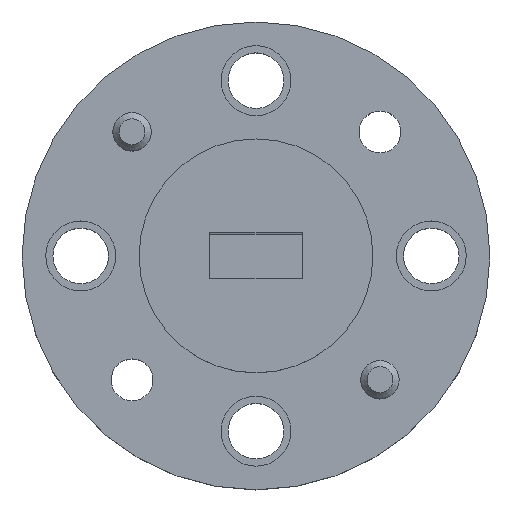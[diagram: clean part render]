
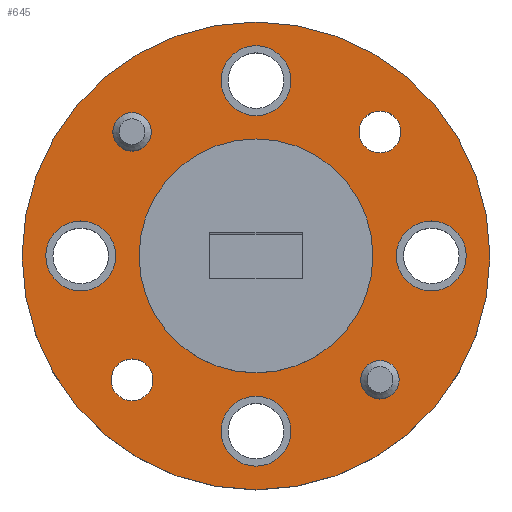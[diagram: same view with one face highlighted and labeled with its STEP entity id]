
A CAD part, top view. The second image highlights one B-rep face of the part: STEP entity #645.
In plain terms, the highlighted planar face has unit normal (0, 0, 1).
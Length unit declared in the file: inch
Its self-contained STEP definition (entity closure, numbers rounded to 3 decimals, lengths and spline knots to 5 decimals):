
#5 = AXIS2_PLACEMENT_3D ( 'NONE', #62, #664, #1246 ) ;
#7 = DIRECTION ( 'NONE',  ( 0., 0., 1. ) ) ;
#15 = EDGE_CURVE ( 'NONE', #376, #376, #172, .T. ) ;
#62 = CARTESIAN_POINT ( 'NONE',  ( 0.1987, -0.1987, 0. ) ) ;
#76 = ORIENTED_EDGE ( 'NONE', *, *, #1109, .F. ) ;
#94 = EDGE_LOOP ( 'NONE', ( #308 ) ) ;
#122 = AXIS2_PLACEMENT_3D ( 'NONE', #1264, #1168, #181 ) ;
#137 = DIRECTION ( 'NONE',  ( 1., 0., 0. ) ) ;
#145 = DIRECTION ( 'NONE',  ( 0., 0., 1. ) ) ;
#149 = CARTESIAN_POINT ( 'NONE',  ( -0.281, 0., 0. ) ) ;
#156 = EDGE_LOOP ( 'NONE', ( #76 ) ) ;
#158 = FACE_OUTER_BOUND ( 'NONE', #656, .T. ) ;
#172 = CIRCLE ( 'NONE', #1081, 0.056 ) ;
#181 = DIRECTION ( 'NONE',  ( 1., 0., 0. ) ) ;
#188 = VERTEX_POINT ( 'NONE', #890 ) ;
#202 = CARTESIAN_POINT ( 'NONE',  ( 0., 0., 0. ) ) ;
#206 = EDGE_LOOP ( 'NONE', ( #586 ) ) ;
#208 = VERTEX_POINT ( 'NONE', #314 ) ;
#209 = ORIENTED_EDGE ( 'NONE', *, *, #955, .F. ) ;
#215 = VERTEX_POINT ( 'NONE', #523 ) ;
#216 = CIRCLE ( 'NONE', #1268, 0.056 ) ;
#224 = EDGE_CURVE ( 'NONE', #1067, #1067, #216, .T. ) ;
#236 = ORIENTED_EDGE ( 'NONE', *, *, #15, .F. ) ;
#240 = CIRCLE ( 'NONE', #963, 0.1875 ) ;
#245 = EDGE_LOOP ( 'NONE', ( #1190 ) ) ;
#273 = DIRECTION ( 'NONE',  ( 1., 0., 0. ) ) ;
#286 = EDGE_CURVE ( 'NONE', #478, #478, #982, .T. ) ;
#303 = CARTESIAN_POINT ( 'NONE',  ( 0.22945, -0.1987, 0. ) ) ;
#308 = ORIENTED_EDGE ( 'NONE', *, *, #362, .F. ) ;
#309 = VERTEX_POINT ( 'NONE', #412 ) ;
#314 = CARTESIAN_POINT ( 'NONE',  ( 0.1875, 0., 0. ) ) ;
#321 = CARTESIAN_POINT ( 'NONE',  ( -0.16795, 0.1987, 0. ) ) ;
#331 = CARTESIAN_POINT ( 'NONE',  ( 0., 0.281, 0. ) ) ;
#354 = CARTESIAN_POINT ( 'NONE',  ( 0., -0.281, 0. ) ) ;
#357 = FACE_BOUND ( 'NONE', #573, .T. ) ;
#358 = DIRECTION ( 'NONE',  ( 1., 0., 0. ) ) ;
#362 = EDGE_CURVE ( 'NONE', #188, #188, #547, .T. ) ;
#376 = VERTEX_POINT ( 'NONE', #401 ) ;
#382 = ORIENTED_EDGE ( 'NONE', *, *, #655, .F. ) ;
#401 = CARTESIAN_POINT ( 'NONE',  ( 0.337, 0., 0. ) ) ;
#412 = CARTESIAN_POINT ( 'NONE',  ( 0.375, 0., 0. ) ) ;
#448 = ORIENTED_EDGE ( 'NONE', *, *, #767, .T. ) ;
#451 = CARTESIAN_POINT ( 'NONE',  ( 0., 0., 0. ) ) ;
#475 = FACE_BOUND ( 'NONE', #94, .T. ) ;
#478 = VERTEX_POINT ( 'NONE', #303 ) ;
#513 = CARTESIAN_POINT ( 'NONE',  ( 0.281, 0., 0. ) ) ;
#522 = DIRECTION ( 'NONE',  ( 0., 0., 1. ) ) ;
#523 = CARTESIAN_POINT ( 'NONE',  ( 0.056, 0.281, 0. ) ) ;
#537 = DIRECTION ( 'NONE',  ( 0., 0., 1. ) ) ;
#547 = CIRCLE ( 'NONE', #1047, 0.0335 ) ;
#548 = DIRECTION ( 'NONE',  ( 0., 0., 1. ) ) ;
#551 = CIRCLE ( 'NONE', #1149, 0.03075 ) ;
#564 = FACE_BOUND ( 'NONE', #206, .T. ) ;
#573 = EDGE_LOOP ( 'NONE', ( #382 ) ) ;
#586 = ORIENTED_EDGE ( 'NONE', *, *, #966, .F. ) ;
#597 = EDGE_LOOP ( 'NONE', ( #1232 ) ) ;
#611 = AXIS2_PLACEMENT_3D ( 'NONE', #331, #537, #730 ) ;
#641 = DIRECTION ( 'NONE',  ( 1., 0., 0. ) ) ;
#645 = ADVANCED_FACE ( 'NONE', ( #357, #475, #869, #663, #851, #646, #856, #564, #772, #158 ), #964, .T. ) ;
#646 = FACE_BOUND ( 'NONE', #245, .T. ) ;
#655 = EDGE_CURVE ( 'NONE', #208, #208, #240, .T. ) ;
#656 = EDGE_LOOP ( 'NONE', ( #448 ) ) ;
#657 = DIRECTION ( 'NONE',  ( 1., 0., 0. ) ) ;
#663 = FACE_BOUND ( 'NONE', #833, .T. ) ;
#664 = DIRECTION ( 'NONE',  ( 0., 0., 1. ) ) ;
#730 = DIRECTION ( 'NONE',  ( 1., 0., 0. ) ) ;
#753 = CARTESIAN_POINT ( 'NONE',  ( 0., 0., 0. ) ) ;
#767 = EDGE_CURVE ( 'NONE', #309, #309, #864, .T. ) ;
#772 = FACE_BOUND ( 'NONE', #597, .T. ) ;
#780 = AXIS2_PLACEMENT_3D ( 'NONE', #753, #145, #273 ) ;
#813 = DIRECTION ( 'NONE',  ( 0., 0., 1. ) ) ;
#821 = EDGE_LOOP ( 'NONE', ( #1267 ) ) ;
#826 = CARTESIAN_POINT ( 'NONE',  ( 0.2322, 0.1987, 0. ) ) ;
#833 = EDGE_LOOP ( 'NONE', ( #236 ) ) ;
#845 = DIRECTION ( 'NONE',  ( 1., 0., 0. ) ) ;
#851 = FACE_BOUND ( 'NONE', #156, .T. ) ;
#856 = FACE_BOUND ( 'NONE', #904, .T. ) ;
#864 = CIRCLE ( 'NONE', #947, 0.375 ) ;
#869 = FACE_BOUND ( 'NONE', #821, .T. ) ;
#890 = CARTESIAN_POINT ( 'NONE',  ( -0.1652, -0.1987, 0. ) ) ;
#904 = EDGE_LOOP ( 'NONE', ( #209 ) ) ;
#908 = VERTEX_POINT ( 'NONE', #1100 ) ;
#915 = VERTEX_POINT ( 'NONE', #321 ) ;
#947 = AXIS2_PLACEMENT_3D ( 'NONE', #202, #7, #1188 ) ;
#955 = EDGE_CURVE ( 'NONE', #215, #215, #1172, .T. ) ;
#963 = AXIS2_PLACEMENT_3D ( 'NONE', #451, #548, #845 ) ;
#964 = PLANE ( 'NONE',  #780 ) ;
#966 = EDGE_CURVE ( 'NONE', #915, #915, #551, .T. ) ;
#969 = CARTESIAN_POINT ( 'NONE',  ( 0.056, -0.281, 0. ) ) ;
#979 = CARTESIAN_POINT ( 'NONE',  ( -0.1987, -0.1987, 0. ) ) ;
#982 = CIRCLE ( 'NONE', #5, 0.03075 ) ;
#1014 = CARTESIAN_POINT ( 'NONE',  ( -0.1987, 0.1987, 0. ) ) ;
#1047 = AXIS2_PLACEMENT_3D ( 'NONE', #979, #1266, #1074 ) ;
#1067 = VERTEX_POINT ( 'NONE', #969 ) ;
#1074 = DIRECTION ( 'NONE',  ( 1., 0., 0. ) ) ;
#1081 = AXIS2_PLACEMENT_3D ( 'NONE', #513, #522, #641 ) ;
#1093 = CIRCLE ( 'NONE', #1279, 0.056 ) ;
#1100 = CARTESIAN_POINT ( 'NONE',  ( -0.225, 0., 0. ) ) ;
#1109 = EDGE_CURVE ( 'NONE', #908, #908, #1093, .T. ) ;
#1147 = DIRECTION ( 'NONE',  ( 0., 0., 1. ) ) ;
#1149 = AXIS2_PLACEMENT_3D ( 'NONE', #1014, #813, #137 ) ;
#1168 = DIRECTION ( 'NONE',  ( 0., 0., 1. ) ) ;
#1172 = CIRCLE ( 'NONE', #611, 0.056 ) ;
#1179 = CIRCLE ( 'NONE', #122, 0.0335 ) ;
#1188 = DIRECTION ( 'NONE',  ( 1., 0., 0. ) ) ;
#1190 = ORIENTED_EDGE ( 'NONE', *, *, #224, .F. ) ;
#1211 = VERTEX_POINT ( 'NONE', #826 ) ;
#1232 = ORIENTED_EDGE ( 'NONE', *, *, #286, .F. ) ;
#1236 = EDGE_CURVE ( 'NONE', #1211, #1211, #1179, .T. ) ;
#1241 = DIRECTION ( 'NONE',  ( 0., 0., 1. ) ) ;
#1246 = DIRECTION ( 'NONE',  ( 1., 0., 0. ) ) ;
#1264 = CARTESIAN_POINT ( 'NONE',  ( 0.1987, 0.1987, 0. ) ) ;
#1266 = DIRECTION ( 'NONE',  ( 0., 0., 1. ) ) ;
#1267 = ORIENTED_EDGE ( 'NONE', *, *, #1236, .F. ) ;
#1268 = AXIS2_PLACEMENT_3D ( 'NONE', #354, #1241, #358 ) ;
#1279 = AXIS2_PLACEMENT_3D ( 'NONE', #149, #1147, #657 ) ;
